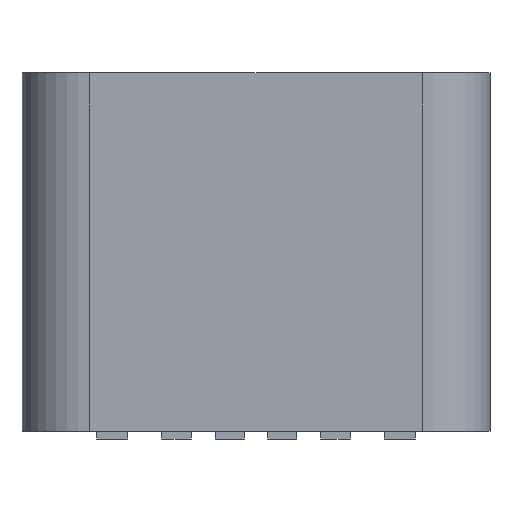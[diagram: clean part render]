
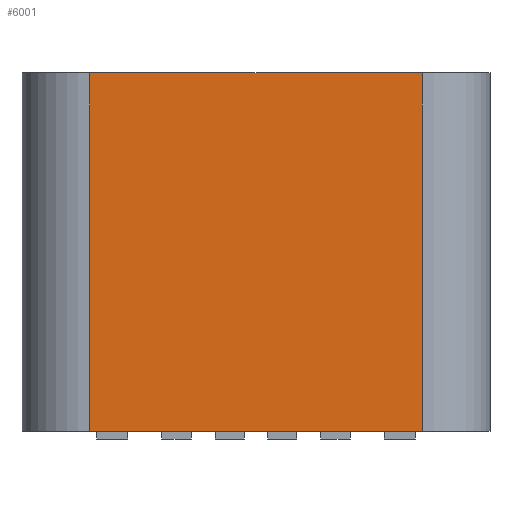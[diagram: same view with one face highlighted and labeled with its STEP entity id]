
A CAD part, front view. The second image highlights one B-rep face of the part: STEP entity #6001.
In plain terms, the highlighted planar face has unit normal (0, -1, 0).
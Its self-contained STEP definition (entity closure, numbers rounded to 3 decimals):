
#15=DIRECTION('',(1.,0.,0.));
#16=VECTOR('',#15,6.35);
#17=CARTESIAN_POINT('',(-3.175,-1.58,0.));
#18=LINE('',#17,#16);
#640=DIRECTION('',(1.,0.,0.));
#641=VECTOR('',#640,6.35);
#642=CARTESIAN_POINT('',(-3.175,-1.58,-6.85));
#643=LINE('',#642,#641);
#2223=DIRECTION('',(0.,0.,-1.));
#2224=VECTOR('',#2223,6.85);
#2225=CARTESIAN_POINT('',(3.175,-1.58,0.));
#2226=LINE('',#2225,#2224);
#2227=DIRECTION('',(0.,0.,-1.));
#2228=VECTOR('',#2227,6.85);
#2229=CARTESIAN_POINT('',(-3.175,-1.58,0.));
#2230=LINE('',#2229,#2228);
#2452=CARTESIAN_POINT('',(3.175,-1.58,-6.85));
#2454=VERTEX_POINT('',#2452);
#2455=CARTESIAN_POINT('',(3.175,-1.58,0.));
#2456=VERTEX_POINT('',#2455);
#2463=CARTESIAN_POINT('',(-3.175,-1.58,-6.85));
#2465=VERTEX_POINT('',#2463);
#2469=CARTESIAN_POINT('',(-3.175,-1.58,0.));
#2470=VERTEX_POINT('',#2469);
#5989=CARTESIAN_POINT('',(-4.475,-1.58,0.));
#5990=DIRECTION('',(0.,-1.,0.));
#5991=DIRECTION('',(1.,0.,0.));
#5992=AXIS2_PLACEMENT_3D('',#5989,#5990,#5991);
#5993=PLANE('',#5992);
#5995=ORIENTED_EDGE('',*,*,#5994,.T.);
#5996=ORIENTED_EDGE('',*,*,#3674,.F.);
#5997=ORIENTED_EDGE('',*,*,#5984,.F.);
#5998=ORIENTED_EDGE('',*,*,#3182,.T.);
#5999=EDGE_LOOP('',(#5995,#5996,#5997,#5998));
#6000=FACE_OUTER_BOUND('',#5999,.F.);
#6001=ADVANCED_FACE('',(#6000),#5993,.T.);
#3182=EDGE_CURVE('',#2470,#2456,#18,.T.);
#3674=EDGE_CURVE('',#2465,#2454,#643,.T.);
#5984=EDGE_CURVE('',#2470,#2465,#2230,.T.);
#5994=EDGE_CURVE('',#2456,#2454,#2226,.T.);
